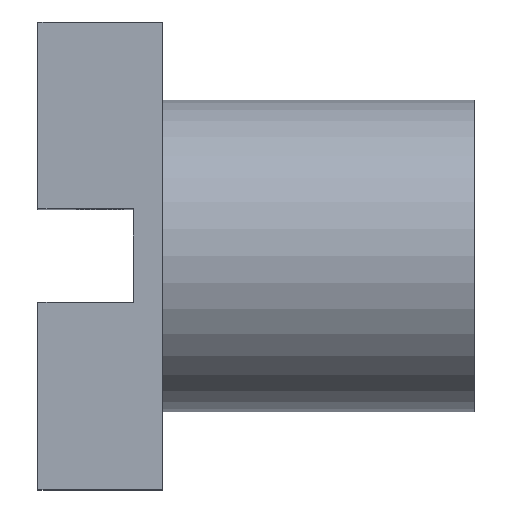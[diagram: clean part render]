
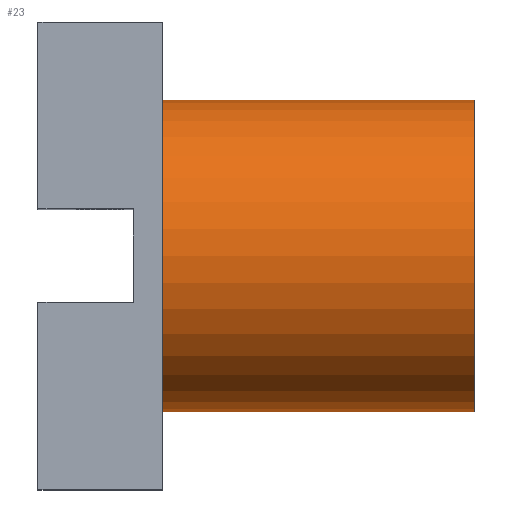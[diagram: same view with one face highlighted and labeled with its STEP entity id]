
A CAD part, top view. The second image highlights one B-rep face of the part: STEP entity #23.
In plain terms, the highlighted cylindrical face has radius 10 mm (diameter 20 mm), a partial arc.
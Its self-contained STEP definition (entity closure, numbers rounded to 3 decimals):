
#10 = CIRCLE ( 'NONE', #151, 10. ) ;
#23 = ADVANCED_FACE ( 'NONE', ( #724 ), #611, .T. ) ;
#30 = EDGE_CURVE ( 'NONE', #595, #204, #645, .T. ) ;
#40 = EDGE_CURVE ( 'NONE', #595, #389, #539, .T. ) ;
#55 = CARTESIAN_POINT ( 'NONE',  ( 0., -10., 0. ) ) ;
#89 = CARTESIAN_POINT ( 'NONE',  ( 20., 0., 0. ) ) ;
#93 = CARTESIAN_POINT ( 'NONE',  ( 20., 0., 0. ) ) ;
#140 = DIRECTION ( 'NONE',  ( -1., 0., 0. ) ) ;
#143 = CARTESIAN_POINT ( 'NONE',  ( 0., 0., 0. ) ) ;
#144 = ORIENTED_EDGE ( 'NONE', *, *, #185, .F. ) ;
#151 = AXIS2_PLACEMENT_3D ( 'NONE', #143, #559, #220 ) ;
#185 = EDGE_CURVE ( 'NONE', #204, #376, #684, .T. ) ;
#189 = VECTOR ( 'NONE', #370, 1000. ) ;
#204 = VERTEX_POINT ( 'NONE', #401 ) ;
#220 = DIRECTION ( 'NONE',  ( 0., 1., 0. ) ) ;
#221 = DIRECTION ( 'NONE',  ( -1., 0., 0. ) ) ;
#263 = DIRECTION ( 'NONE',  ( 0., -1., 0. ) ) ;
#310 = EDGE_CURVE ( 'NONE', #389, #376, #10, .T. ) ;
#316 = DIRECTION ( 'NONE',  ( 1., 0., 0. ) ) ;
#325 = CARTESIAN_POINT ( 'NONE',  ( 20., 10., 0. ) ) ;
#326 = ORIENTED_EDGE ( 'NONE', *, *, #30, .F. ) ;
#345 = CARTESIAN_POINT ( 'NONE',  ( 0., 10., 0. ) ) ;
#354 = VECTOR ( 'NONE', #221, 1000. ) ;
#370 = DIRECTION ( 'NONE',  ( -1., 0., 0. ) ) ;
#376 = VERTEX_POINT ( 'NONE', #55 ) ;
#389 = VERTEX_POINT ( 'NONE', #345 ) ;
#401 = CARTESIAN_POINT ( 'NONE',  ( 20., -10., 0. ) ) ;
#414 = AXIS2_PLACEMENT_3D ( 'NONE', #89, #140, #263 ) ;
#468 = ORIENTED_EDGE ( 'NONE', *, *, #310, .T. ) ;
#533 = CARTESIAN_POINT ( 'NONE',  ( 20., 10., 0. ) ) ;
#539 = LINE ( 'NONE', #325, #189 ) ;
#559 = DIRECTION ( 'NONE',  ( 1., 0., 0. ) ) ;
#595 = VERTEX_POINT ( 'NONE', #533 ) ;
#606 = AXIS2_PLACEMENT_3D ( 'NONE', #93, #316, #660 ) ;
#611 = CYLINDRICAL_SURFACE ( 'NONE', #414, 10. ) ;
#615 = CARTESIAN_POINT ( 'NONE',  ( 20., -10., 0. ) ) ;
#638 = ORIENTED_EDGE ( 'NONE', *, *, #40, .T. ) ;
#645 = CIRCLE ( 'NONE', #606, 10. ) ;
#660 = DIRECTION ( 'NONE',  ( 0., 1., 0. ) ) ;
#684 = LINE ( 'NONE', #615, #354 ) ;
#689 = EDGE_LOOP ( 'NONE', ( #326, #638, #468, #144 ) ) ;
#724 = FACE_OUTER_BOUND ( 'NONE', #689, .T. ) ;
